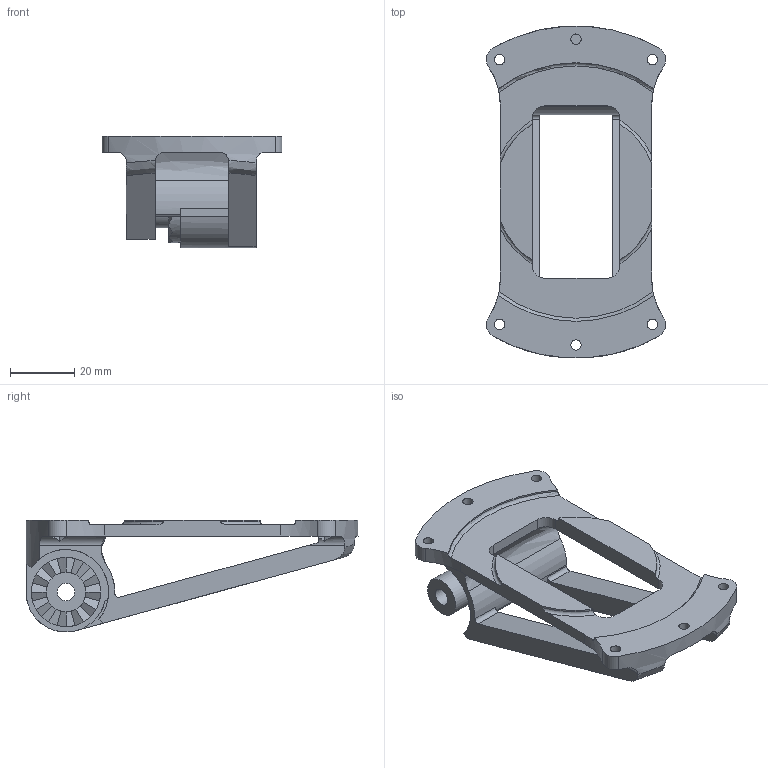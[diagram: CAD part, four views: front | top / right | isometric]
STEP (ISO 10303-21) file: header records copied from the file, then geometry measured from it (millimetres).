
FILE_DESCRIPTION(/* description */ ('STEP AP242','CAx-IF Rec.Pracs.---Representation and Presentation of Product Manufacturing Information (PMI)---4.0---2014-10-13','CAx-IF Rec.Pracs.---3D Tessellated Geometry---0.4---2014-09-14','2;1'),/* implementation_level */ '2;1');
FILE_NAME(/* name */ 'Part Studio 1 - Tripod holder main',/* time_stamp */ '2025-09-22T03:41:49Z',/* author */ (''),/* organization */ (''),/* preprocessor_version */ 'ST-DEVELOPER v20',/* originating_system */ 'ONSHAPE BY PTC INC, 1.204',/* authorisation */ ' ');
FILE_SCHEMA (('AP242_MANAGED_MODEL_BASED_3D_ENGINEERING_MIM_LF { 1 0 10303 442 1 1 4 }'));
Length unit declared in the file: metre
Products named in the file (1): Tripod holder main
Bounding box: 56.13 x 103.72 x 34.98 mm (x, y, z)
Volume: 43721.4 mm3; surface area: 18874.2 mm2
Topology: 1 solids, 1 shells, 141 faces, 425 edges, 284 vertices
Faces by surface type: plane 65, cylinder 43, bspline 27, torus 6
Full cylindrical faces by diameter (mm): 3.25 x6, 5.5 x2, 9 x2, 12.4 x1, 21.6 x1
Entity records: 4970 total; most frequent: CARTESIAN_POINT 1297, ORIENTED_EDGE 814, DIRECTION 676, EDGE_CURVE 407, VERTEX_POINT 278, AXIS2_PLACEMENT_3D 233, LINE 210, VECTOR 210
